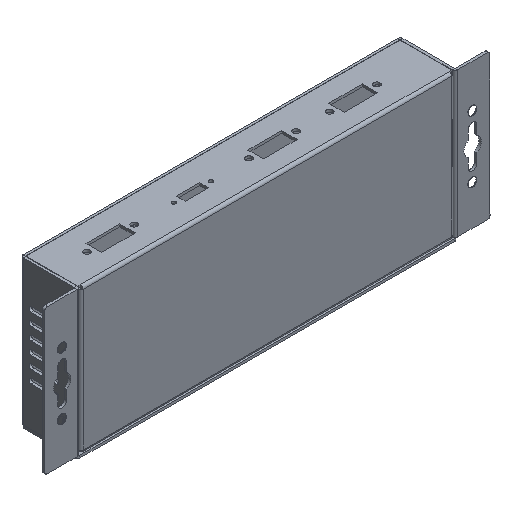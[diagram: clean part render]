
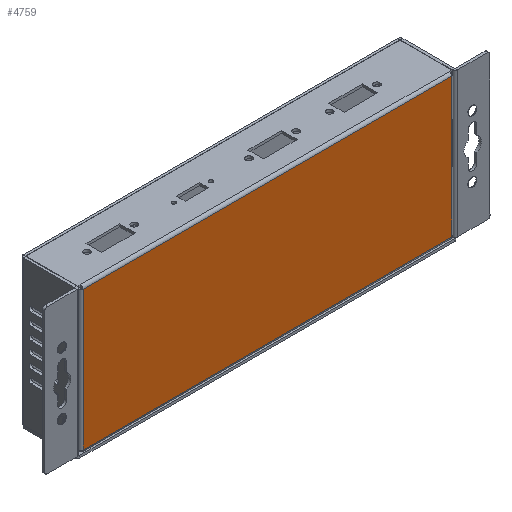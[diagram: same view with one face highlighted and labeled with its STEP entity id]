
A CAD part, isometric view. The second image highlights one B-rep face of the part: STEP entity #4759.
In plain terms, the highlighted planar face has unit normal (0, -1, 0).
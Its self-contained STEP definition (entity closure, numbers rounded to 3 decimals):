
#225=PLANE('',#5135);
#401=FACE_OUTER_BOUND('',#666,.T.);
#666=EDGE_LOOP('',(#3600,#3601,#3602,#3603));
#1050=LINE('',#7361,#1501);
#1057=LINE('',#7384,#1508);
#1062=LINE('',#7401,#1513);
#1063=LINE('',#7402,#1514);
#1501=VECTOR('',#5898,10.);
#1508=VECTOR('',#5931,10.);
#1513=VECTOR('',#5952,10.);
#1514=VECTOR('',#5953,10.);
#2209=VERTEX_POINT('',#7358);
#2210=VERTEX_POINT('',#7360);
#2213=VERTEX_POINT('',#7383);
#2217=VERTEX_POINT('',#7400);
#2722=EDGE_CURVE('',#2210,#2209,#1050,.T.);
#2734=EDGE_CURVE('',#2213,#2210,#1057,.T.);
#2743=EDGE_CURVE('',#2209,#2217,#1062,.T.);
#2744=EDGE_CURVE('',#2217,#2213,#1063,.T.);
#3600=ORIENTED_EDGE('',*,*,#2722,.T.);
#3601=ORIENTED_EDGE('',*,*,#2743,.T.);
#3602=ORIENTED_EDGE('',*,*,#2744,.T.);
#3603=ORIENTED_EDGE('',*,*,#2734,.T.);
#4759=ADVANCED_FACE('',(#401),#225,.F.);
#5135=AXIS2_PLACEMENT_3D('',#7399,#5950,#5951);
#5898=DIRECTION('',(1.,0.,0.));
#5931=DIRECTION('',(0.,0.,-1.));
#5950=DIRECTION('center_axis',(0.,1.,0.));
#5951=DIRECTION('ref_axis',(0.,0.,1.));
#5952=DIRECTION('',(0.,0.,1.));
#5953=DIRECTION('',(-1.,0.,0.));
#7358=CARTESIAN_POINT('',(74.275,0.,-28.05));
#7360=CARTESIAN_POINT('',(-74.275,0.,-28.05));
#7361=CARTESIAN_POINT('',(-37.138,0.,-28.05));
#7383=CARTESIAN_POINT('',(-74.275,0.,28.05));
#7384=CARTESIAN_POINT('',(-74.275,0.,14.025));
#7399=CARTESIAN_POINT('Origin',(0.,0.,0.));
#7400=CARTESIAN_POINT('',(74.275,0.,28.05));
#7401=CARTESIAN_POINT('',(74.275,0.,-14.575));
#7402=CARTESIAN_POINT('',(37.688,0.,28.05));
